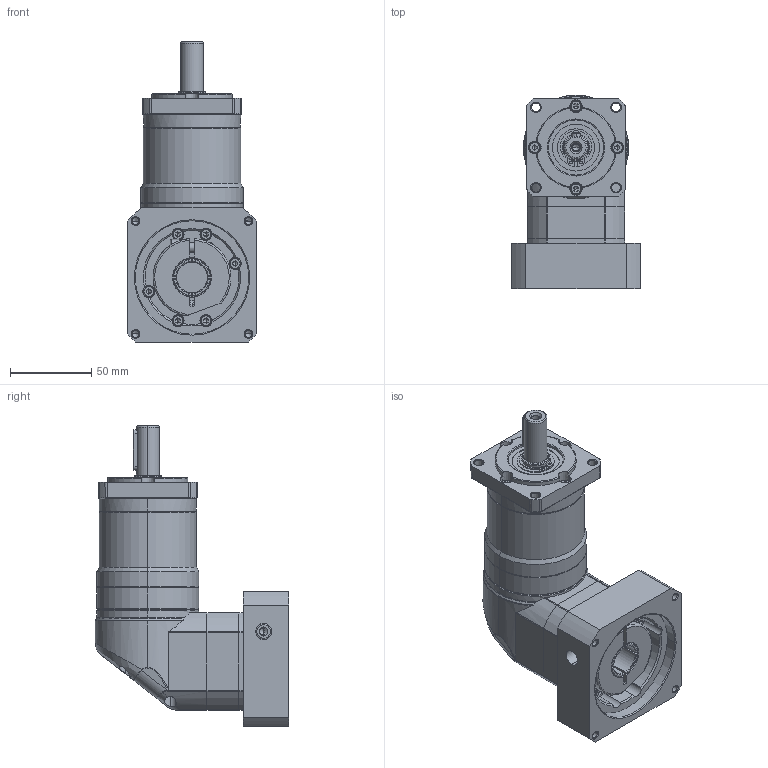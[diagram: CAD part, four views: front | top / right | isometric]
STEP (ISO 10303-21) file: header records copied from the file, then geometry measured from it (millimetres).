
FILE_DESCRIPTION (( 'STEP AP203' ), '1' );
FILE_NAME ('MYFR060-L2-¦µ19-¦µ70-¦µ90-M5-42.STEP', '2023-04-06T02:33:13', ( '' ), ( '' ), 'SwSTEP 2.0', 'SolidWorks 2022', '' );
FILE_SCHEMA (( 'CONFIG_CONTROL_DESIGN' ));
Length unit declared in the file: millimetre
Products named in the file (20): hexagon socket head cap screws gb_GB_FASTENER_SCREWS_HSHCS M4X20-N_1; MYBR060_X2_76f489d27bb14f53_X0_; MYAR060M输入轴-19; hexagon socket head cap screws gb_GB_FASTENER_SCREWS_HSHCS M4X6-N; MYFR060-L2-Φ19-Φ70-Φ90-M5-42; MYA060M输入法兰-70-90-M5; F060_X2_51fa529b6cd55170_X0__1; hexagon socket head cap screws gb_GB_FASTENER_SCREWS_HSHCS M4X40-C; 060_X2_8f9351fa8f74_X0_-14_1; MYBR060_X2_8f9351fa7aef58f34f53_X0_; MYA090输入锁紧环-19_3; 6003-2rz_1; spring lock washers--normal type gb_GB_FASTENER_WASHER_SW 4_1; MYBR060-L1-_X2_540e7aef_X0_; hexagon socket head cap screws gb_GB_FASTENER_SCREWS_HSHCS M6X20-N; 060_X2_9f7f5708_X0_-L1_1; MYAR060M输入端壳体; circlips for shaft--type a large gb_GB_CONNECTING_PIECE_RING_RRA 17_1; MYF060-L2-14-50_1; plain parallel keys_GB_CONNECTING_PIECE_KEYS_CSK 5X25_1
Assembly tree (34 placements, depth 3):
  MYFR060-L2-Φ19-Φ70-Φ90-M5-42
    MYF060-L2-14-50_1
      060_X2_9f7f5708_X0_-L1_1
      F060_X2_51fa529b6cd55170_X0__1
      6003-2rz_1
      060_X2_8f9351fa8f74_X0_-14_1
      spring lock washers--normal type gb_GB_FASTENER_WASHER_SW 4_1  x4
      hexagon socket head cap screws gb_GB_FASTENER_SCREWS_HSHCS M4X20-N_1  x4
      plain parallel keys_GB_CONNECTING_PIECE_KEYS_CSK 5X25_1
      circlips for shaft--type a large gb_GB_CONNECTING_PIECE_RING_RRA 17_1
    MYBR060-L1-_X2_540e7aef_X0_
      MYBR060_X2_76f489d27bb14f53_X0_
      MYBR060_X2_8f9351fa7aef58f34f53_X0_
      hexagon socket head cap screws gb_GB_FASTENER_SCREWS_HSHCS M4X40-C  x5
    MYAR060M输入端壳体
    MYA060M输入法兰-70-90-M5
    MYA090输入锁紧环-19_3
    MYAR060M输入轴-19
    hexagon socket head cap screws gb_GB_FASTENER_SCREWS_HSHCS M6X20-N
    hexagon socket head cap screws gb_GB_FASTENER_SCREWS_HSHCS M4X6-N  x6
Bounding box: 80 x 119.5 x 185.5 mm (x, y, z)
Volume: 438988 mm3; surface area: 149908.8 mm2
Topology: 32 solids, 33 shells, 1405 faces, 3515 edges, 2155 vertices
Faces by surface type: plane 418, cylinder 395, bspline 311, cone 239, torus 42
Entity records: 45034 total; most frequent: CARTESIAN_POINT 17924, ORIENTED_EDGE 5426, DIRECTION 4919, EDGE_CURVE 2713, AXIS2_PLACEMENT_3D 2081, VERTEX_POINT 1705, CIRCLE 1270, EDGE_LOOP 1226
